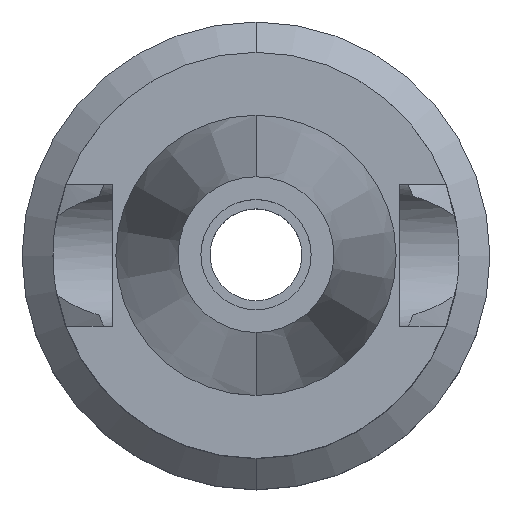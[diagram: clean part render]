
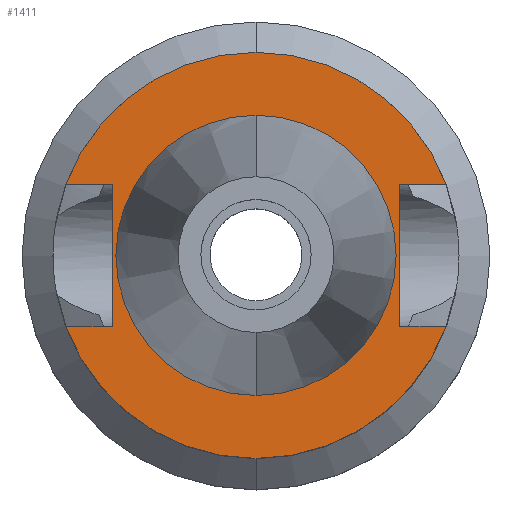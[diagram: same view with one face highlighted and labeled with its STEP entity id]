
A CAD part, top view. The second image highlights one B-rep face of the part: STEP entity #1411.
In plain terms, the highlighted planar face has unit normal (0, 0, 1).
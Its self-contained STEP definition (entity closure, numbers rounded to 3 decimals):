
#94=DIRECTION('',(0.,1.,0.));
#95=VECTOR('',#94,16.1);
#96=CARTESIAN_POINT('',(-16.3,-8.05,-1.));
#97=LINE('',#96,#95);
#101=DIRECTION('',(-1.,0.,0.));
#102=VECTOR('',#101,5.245);
#103=CARTESIAN_POINT('',(-16.3,8.05,-1.));
#104=LINE('',#103,#102);
#108=CARTESIAN_POINT('',(0.,0.,-1.));
#109=DIRECTION('',(0.,0.,-1.));
#110=DIRECTION('',(-0.937,0.35,0.));
#111=AXIS2_PLACEMENT_3D('',#108,#109,#110);
#116=CARTESIAN_POINT('',(0.,0.,-1.));
#117=DIRECTION('',(0.,0.,-1.));
#118=DIRECTION('',(0.,1.,0.));
#119=AXIS2_PLACEMENT_3D('',#116,#117,#118);
#124=DIRECTION('',(0.,-1.,0.));
#125=VECTOR('',#124,16.1);
#126=CARTESIAN_POINT('',(16.3,8.05,-1.));
#127=LINE('',#126,#125);
#131=DIRECTION('',(1.,0.,0.));
#132=VECTOR('',#131,5.245);
#133=CARTESIAN_POINT('',(16.3,-8.05,-1.));
#134=LINE('',#133,#132);
#138=CARTESIAN_POINT('',(0.,0.,-1.));
#139=DIRECTION('',(0.,0.,-1.));
#140=DIRECTION('',(0.937,-0.35,0.));
#141=AXIS2_PLACEMENT_3D('',#138,#139,#140);
#146=CARTESIAN_POINT('',(0.,0.,-1.));
#147=DIRECTION('',(0.,0.,-1.));
#148=DIRECTION('',(0.,-1.,0.));
#149=AXIS2_PLACEMENT_3D('',#146,#147,#148);
#154=CARTESIAN_POINT('',(0.,0.,-1.));
#155=DIRECTION('',(0.,0.,1.));
#156=DIRECTION('',(0.,-1.,0.));
#157=AXIS2_PLACEMENT_3D('',#154,#155,#156);
#162=CARTESIAN_POINT('',(0.,0.,-1.));
#163=DIRECTION('',(0.,0.,1.));
#164=DIRECTION('',(0.,1.,0.));
#165=AXIS2_PLACEMENT_3D('',#162,#163,#164);
#210=DIRECTION('',(-1.,0.,0.));
#211=VECTOR('',#210,5.245);
#212=CARTESIAN_POINT('',(-16.3,-8.05,-1.));
#213=LINE('',#212,#211);
#333=DIRECTION('',(1.,0.,0.));
#334=VECTOR('',#333,5.245);
#335=CARTESIAN_POINT('',(16.3,8.05,-1.));
#336=LINE('',#335,#334);
#1278=CARTESIAN_POINT('',(-16.3,-8.05,-1.));
#1279=VERTEX_POINT('',#1278);
#1280=CARTESIAN_POINT('',(-21.545,-8.05,-1.));
#1281=VERTEX_POINT('',#1280);
#1282=CARTESIAN_POINT('',(-16.3,8.05,-1.));
#1283=VERTEX_POINT('',#1282);
#1284=CARTESIAN_POINT('',(-21.545,8.05,-1.));
#1285=VERTEX_POINT('',#1284);
#1286=CARTESIAN_POINT('',(0.,23.,-1.));
#1287=CARTESIAN_POINT('',(21.545,8.05,-1.));
#1288=VERTEX_POINT('',#1286);
#1289=VERTEX_POINT('',#1287);
#1290=CARTESIAN_POINT('',(16.3,8.05,-1.));
#1291=VERTEX_POINT('',#1290);
#1292=CARTESIAN_POINT('',(16.3,-8.05,-1.));
#1293=VERTEX_POINT('',#1292);
#1294=CARTESIAN_POINT('',(21.545,-8.05,-1.));
#1295=VERTEX_POINT('',#1294);
#1296=CARTESIAN_POINT('',(0.,-23.,-1.));
#1297=VERTEX_POINT('',#1296);
#1298=CARTESIAN_POINT('',(0.,-15.875,-1.));
#1299=CARTESIAN_POINT('',(0.,15.875,-1.));
#1300=VERTEX_POINT('',#1298);
#1301=VERTEX_POINT('',#1299);
#1380=CARTESIAN_POINT('',(0.,0.,-1.));
#1381=DIRECTION('',(0.,0.,-1.));
#1382=DIRECTION('',(0.,-1.,0.));
#1383=AXIS2_PLACEMENT_3D('',#1380,#1381,#1382);
#1384=PLANE('',#1383);
#1386=ORIENTED_EDGE('',*,*,#1385,.T.);
#1388=ORIENTED_EDGE('',*,*,#1387,.T.);
#1390=ORIENTED_EDGE('',*,*,#1389,.T.);
#1392=ORIENTED_EDGE('',*,*,#1391,.T.);
#1394=ORIENTED_EDGE('',*,*,#1393,.F.);
#1396=ORIENTED_EDGE('',*,*,#1395,.T.);
#1398=ORIENTED_EDGE('',*,*,#1397,.T.);
#1400=ORIENTED_EDGE('',*,*,#1399,.T.);
#1402=ORIENTED_EDGE('',*,*,#1401,.T.);
#1404=ORIENTED_EDGE('',*,*,#1403,.F.);
#1405=EDGE_LOOP('',(#1386,#1388,#1390,#1392,#1394,#1396,#1398,#1400,#1402,
#1404));
#1406=FACE_OUTER_BOUND('',#1405,.F.);
#1407=ORIENTED_EDGE('',*,*,#1359,.T.);
#1408=ORIENTED_EDGE('',*,*,#1375,.T.);
#1409=EDGE_LOOP('',(#1407,#1408));
#1410=FACE_BOUND('',#1409,.F.);
#112=CIRCLE('',#111,23.);
#120=CIRCLE('',#119,23.);
#142=CIRCLE('',#141,23.);
#150=CIRCLE('',#149,23.);
#158=CIRCLE('',#157,15.875);
#166=CIRCLE('',#165,15.875);
#1359=EDGE_CURVE('',#1300,#1301,#158,.T.);
#1375=EDGE_CURVE('',#1301,#1300,#166,.T.);
#1385=EDGE_CURVE('',#1279,#1283,#97,.T.);
#1387=EDGE_CURVE('',#1283,#1285,#104,.T.);
#1389=EDGE_CURVE('',#1285,#1288,#112,.T.);
#1391=EDGE_CURVE('',#1288,#1289,#120,.T.);
#1393=EDGE_CURVE('',#1291,#1289,#336,.T.);
#1395=EDGE_CURVE('',#1291,#1293,#127,.T.);
#1397=EDGE_CURVE('',#1293,#1295,#134,.T.);
#1399=EDGE_CURVE('',#1295,#1297,#142,.T.);
#1401=EDGE_CURVE('',#1297,#1281,#150,.T.);
#1403=EDGE_CURVE('',#1279,#1281,#213,.T.);
#1411=ADVANCED_FACE('',(#1406,#1410),#1384,.F.);
